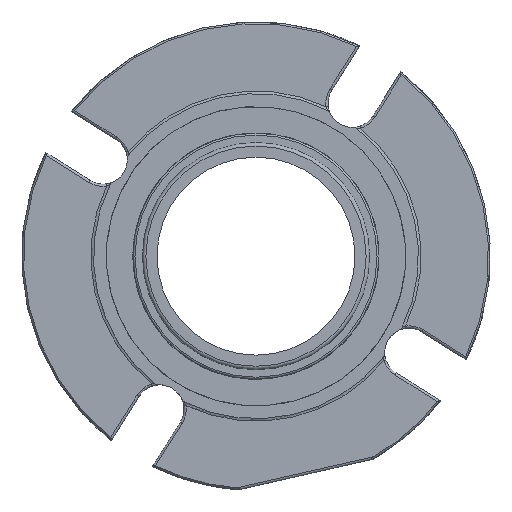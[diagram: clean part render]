
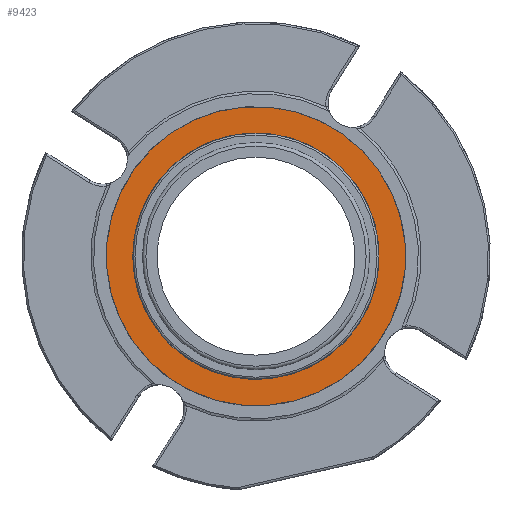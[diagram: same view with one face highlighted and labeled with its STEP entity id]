
A CAD part, left-side view. The second image highlights one B-rep face of the part: STEP entity #9423.
In plain terms, the highlighted planar face has unit normal (-1, 0, 0).
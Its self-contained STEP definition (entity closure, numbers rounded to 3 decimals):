
#1760=PLANE('',#10286);
#4130=ORIENTED_EDGE('',*,*,#5845,.T.);
#4131=ORIENTED_EDGE('',*,*,#5844,.F.);
#5844=EDGE_CURVE('',#6844,#6844,#7393,.F.);
#5845=EDGE_CURVE('',#6845,#6845,#7394,.T.);
#6844=VERTEX_POINT('',#19191);
#6845=VERTEX_POINT('',#19194);
#7393=CIRCLE('',#10285,53.34);
#7394=CIRCLE('',#10287,64.795);
#7993=EDGE_LOOP('',(#4130));
#7994=EDGE_LOOP('',(#4131));
#8650=FACE_BOUND('',#7993,.T.);
#8651=FACE_BOUND('',#7994,.T.);
#9423=ADVANCED_FACE('',(#8650,#8651),#1760,.F.);
#10285=AXIS2_PLACEMENT_3D('',#19190,#12417,#12418);
#10286=AXIS2_PLACEMENT_3D('',#19192,#12419,#12420);
#10287=AXIS2_PLACEMENT_3D('',#19193,#12421,#12422);
#12417=DIRECTION('',(1.,0.,0.));
#12418=DIRECTION('',(0.,1.,0.));
#12419=DIRECTION('',(1.,0.,0.));
#12420=DIRECTION('',(0.,0.577,-0.816));
#12421=DIRECTION('',(-1.,0.,0.));
#12422=DIRECTION('',(0.,-0.577,0.816));
#19190=CARTESIAN_POINT('',(-10.254,0.,0.));
#19191=CARTESIAN_POINT('',(-10.254,53.34,0.));
#19192=CARTESIAN_POINT('',(-10.254,-37.41,52.905));
#19193=CARTESIAN_POINT('',(-10.254,0.,0.));
#19194=CARTESIAN_POINT('',(-10.254,-37.41,52.905));
